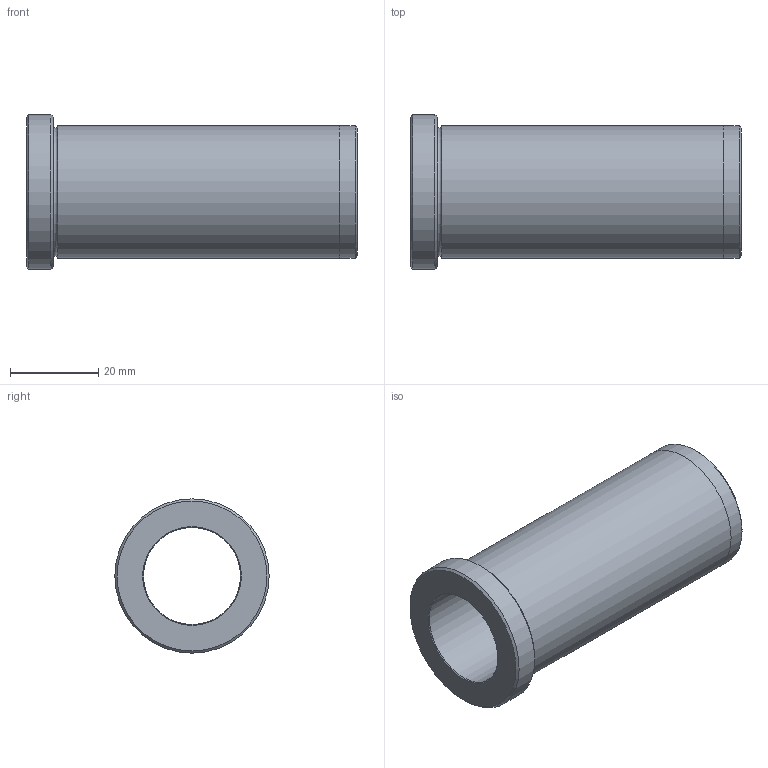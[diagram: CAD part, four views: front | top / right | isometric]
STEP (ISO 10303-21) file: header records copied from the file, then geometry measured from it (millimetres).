
FILE_DESCRIPTION( ( 'Unknown' ), '1' );
FILE_NAME( 'CVS_22x75.stp', 'Unknown', ( 'Unknown' ), ( 'Unknown' ), 'XStep 1.0', 'Unknown', ' ' );
FILE_SCHEMA( ( 'CONFIG_CONTROL_DESIGN' ) );
Length unit declared in the file: millimetre
Products named in the file (1): 1
Bounding box: 75 x 35 x 35 mm (x, y, z)
Volume: 25957.6 mm3; surface area: 13452 mm2
Topology: 1 solids, 1 shells, 14 faces, 27 edges, 17 vertices
Faces by surface type: cone 5, plane 4, cylinder 4, torus 1
Full cylindrical faces by diameter (mm): 22 x1, 29.999 x1, 30 x1, 35 x1
Entity records: 333 total; most frequent: DIRECTION 58, CARTESIAN_POINT 43, AXIS2_PLACEMENT_3D 29, EDGE_LOOP 28, ORIENTED_EDGE 28, FACE_OUTER_BOUND 19, ADVANCED_FACE 14, EDGE_CURVE 14
